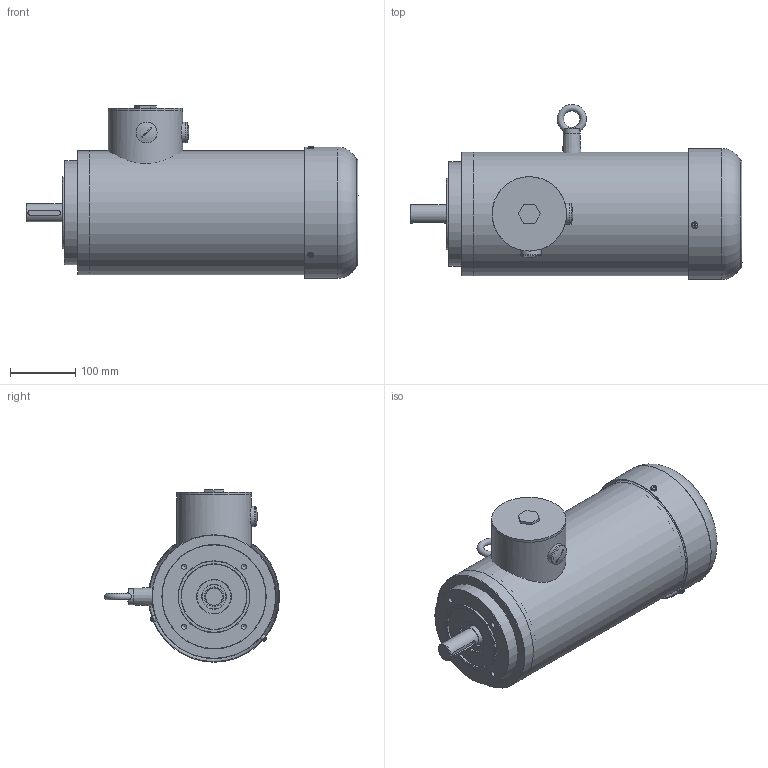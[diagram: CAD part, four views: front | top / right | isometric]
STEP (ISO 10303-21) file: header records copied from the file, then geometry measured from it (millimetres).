
FILE_DESCRIPTION(/* description */ (''),/* implementation_level */ '2;1');
FILE_NAME(/* name */ 'TEFC 100LB-4 IMB14 FT130 3,0KW',/* time_stamp */ '2018-12-03T11:11:51+01:00',/* author */ (''),/* organization */ (''),/* preprocessor_version */ 'ST-DEVELOPER v16.5',/* originating_system */ 'HiCAD 2017 2201.1 Build 351',/* authorisation */ '');
FILE_SCHEMA (('AUTOMOTIVE_DESIGN { 1 0 10303 214 1 1 1 1 }'));
Length unit declared in the file: millimetre
Products named in the file (47): Root; TEFC 100LB-4 IMB14  3,0kW_Baugruppe; Gehäuse + KK_Baugruppe; Gehäuse; Stutzen für Transportschraube; M10 DIN 580_Schrauben Verschiedener Formen_0; Blindverschraubung M25; TRANSLATIONSTEIL_2; Klemmkasten; KlKa-Deckel; Haube + Schrauben_Baugruppe; ISO 7045-M4x5-4.8-H_Flachkopfschrauben_0; Haube; Welle+Kugellager+Lüfter+Seegerring_Baugruppe; DIN 625 - 6306_Kugellager_0; N625KUG; Seegerring i-Ø25,9; Welle TEFC 100LB-4; Lüfter Y100 nach Chinazeichnung_Baugruppe; Rundkörper; B-Schild + Bolzen M8x355_Baugruppe; B-Schild TEFC 100; Bolzen M8x355; Normteilgruppe _0; ISO 7089-8-200 HV-St_Scheiben_0; DIN 1587-M8-6_Hutmuttern; TEFC 100 LB-4  IMB14  FT130; ROTATIONSTEIL_0
Assembly tree (46 placements, depth 6):
  Root
    TEFC 100LB-4 IMB14  3,0kW_Baugruppe
      Gehäuse + KK_Baugruppe
        Gehäuse
          Stutzen für Transportschraube
            M10 DIN 580_Schrauben Verschiedener Formen_0
        Blindverschraubung M25
          TRANSLATIONSTEIL_2
        Blindverschraubung M25
          TRANSLATIONSTEIL_2
        Klemmkasten
          KlKa-Deckel
          Blindverschraubung M25
            TRANSLATIONSTEIL_2
          Blindverschraubung M25
            TRANSLATIONSTEIL_2
      Haube + Schrauben_Baugruppe
        ISO 7045-M4x5-4.8-H_Flachkopfschrauben_0
        ISO 7045-M4x5-4.8-H_Flachkopfschrauben_0
        ISO 7045-M4x5-4.8-H_Flachkopfschrauben_0
        Haube
      Welle+Kugellager+Lüfter+Seegerring_Baugruppe
        DIN 625 - 6306_Kugellager_0
          N625KUG
          N625KUG
        DIN 625 - 6306_Kugellager_0
          N625KUG
          N625KUG
        Seegerring i-Ø25,9
        Welle TEFC 100LB-4
        Lüfter Y100 nach Chinazeichnung_Baugruppe
          Rundkörper
      B-Schild + Bolzen M8x355_Baugruppe
        B-Schild TEFC 100
        Bolzen M8x355
        Normteilgruppe _0
          ISO 7089-8-200 HV-St_Scheiben_0
          ISO 7089-8-200 HV-St_Scheiben_0
          ISO 7089-8-200 HV-St_Scheiben_0
          ISO 7089-8-200 HV-St_Scheiben_0
        Normteilgruppe _0
          DIN 1587-M8-6_Hutmuttern
          DIN 1587-M8-6_Hutmuttern
          DIN 1587-M8-6_Hutmuttern
          DIN 1587-M8-6_Hutmuttern
      TEFC 100 LB-4  IMB14  FT130
        ROTATIONSTEIL_0
Bounding box: 509 x 268.48 x 264.5 mm (x, y, z)
Volume: 1917262.2 mm3; surface area: 1032944.3 mm2
Topology: 38 solids, 38 shells, 864 faces, 2057 edges, 1334 vertices
Faces by surface type: plane 384, cylinder 320, cone 87, torus 58, sphere 15
Full cylindrical faces by diameter (mm): 2 x2, 4 x3, 6.8 x8, 8 x11, 8.4 x4, 9 x4, 10 x5, 12.5 x4, 13 x4, 16 x4, 23 x8, 25 x7, 27 x1, 28 x2, 28.2 x1, 30 x4, 32 x6, 37 x2, 38 x2, 40 x1, 41.13 x4, 42 x2, 43.692 x4, 47 x1, 52 x1, 58.308 x4, 60.87 x4, 62 x1, 63 x1, 72 x6
Entity records: 53055 total; most frequent: CARTESIAN_POINT 15052, DIRECTION 4570, PRESENTATION_STYLE_ASSIGNMENT 3546, COLOUR_RGB 3510, OVER_RIDING_STYLED_ITEM 3508, DRAUGHTING_PRE_DEFINED_CURVE_FONT 3498, CURVE_STYLE 3498, ORIENTED_EDGE 3498
